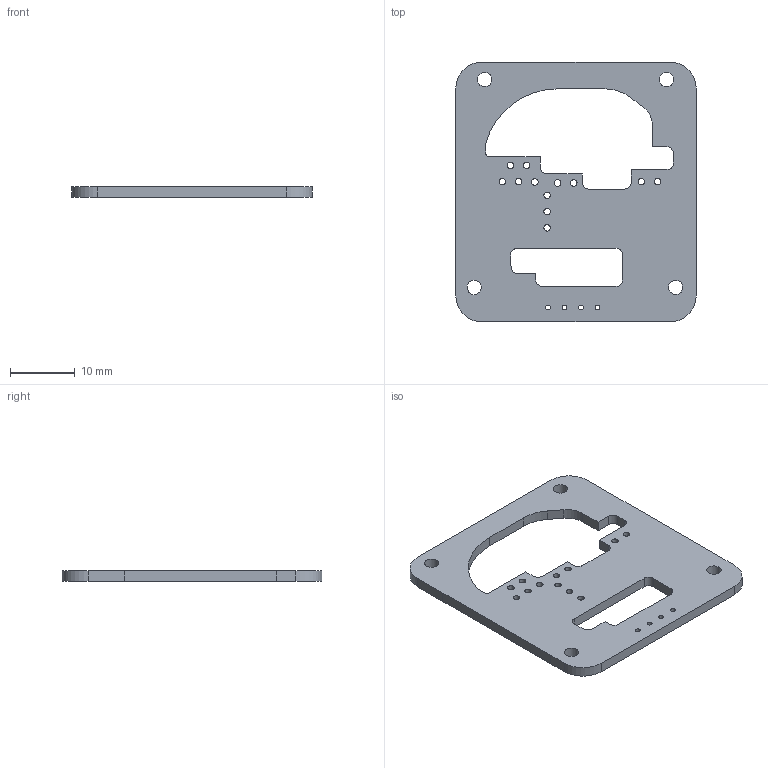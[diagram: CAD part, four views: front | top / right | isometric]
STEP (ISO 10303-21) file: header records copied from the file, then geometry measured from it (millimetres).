
FILE_DESCRIPTION(('KiCad electronic assembly'),'2;1');
FILE_NAME('CirqueDB_compact_test.step','2022-05-26T22:49:51',('Pcbnew'), ('Kicad'),'Open CASCADE STEP processor 7.6','KiCad to STEP converter', 'Unknown');
FILE_SCHEMA(('AUTOMOTIVE_DESIGN { 1 0 10303 214 1 1 1 1 }'));
Length unit declared in the file: millimetre
Products named in the file (2): CirqueDB_compact_test 1; dilemma-cirque PCB
Assembly tree (1 placements, depth 2):
  CirqueDB_compact_test 1
    dilemma-cirque PCB
Bounding box: 37 x 40 x 1.6 mm (x, y, z)
Volume: 1670.1 mm3; surface area: 2639.2 mm2
Topology: 1 solids, 1 shells, 68 faces, 198 edges, 132 vertices
Faces by surface type: cylinder 38, plane 30
Full cylindrical faces by diameter (mm): 0.762 x4, 1 x12, 2.2 x4
Entity records: 4987 total; most frequent: DIRECTION 810, CARTESIAN_POINT 796, LINE 442, VECTOR 442, ORIENTED_EDGE 396, PCURVE 396, DEFINITIONAL_REPRESENTATION 396, EDGE_CURVE 198
